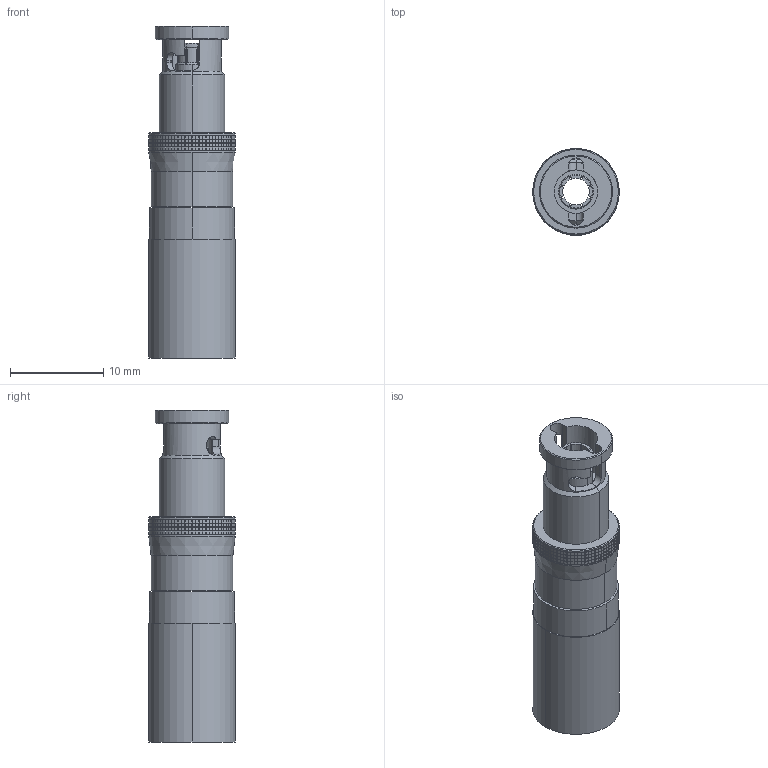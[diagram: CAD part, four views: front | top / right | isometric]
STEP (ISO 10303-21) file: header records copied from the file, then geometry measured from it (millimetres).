
FILE_DESCRIPTION (( 'STEP AP214' ), '1' );
FILE_NAME ('67-005-B66-JC.STEP', '2024-07-30T10:39:44', ( '' ), ( '' ), 'SwSTEP 2.0', 'SolidWorks 2023', '' );
FILE_SCHEMA (( 'AUTOMOTIVE_DESIGN' ));
Length unit declared in the file: millimetre
Products named in the file (1): 67-005-B66-JC
Bounding box: 9.27 x 9.27 x 35.52 mm (x, y, z)
Surface area: 1548.8 mm2 (no closed solid volume)
Topology: 0 solids, 6 shells, 1528 faces, 3479 edges, 1852 vertices
Faces by surface type: plane 619, cone 548, cylinder 361
Entity records: 42233 total; most frequent: CARTESIAN_POINT 10746, ORIENTED_EDGE 6425, DIRECTION 6377, EDGE_CURVE 3479, AXIS2_PLACEMENT_3D 2647, VERTEX_POINT 1852, EDGE_LOOP 1535, ADVANCED_FACE 1528
